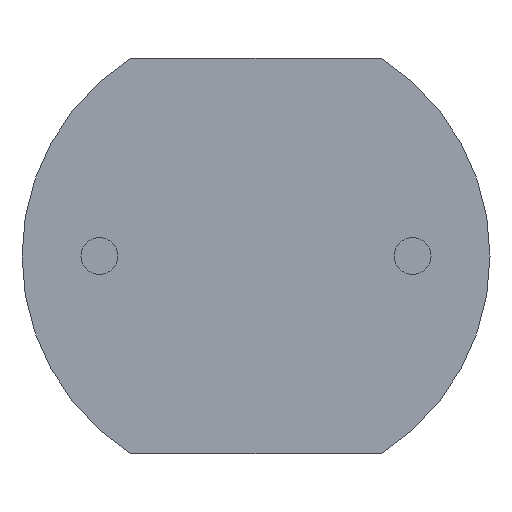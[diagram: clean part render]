
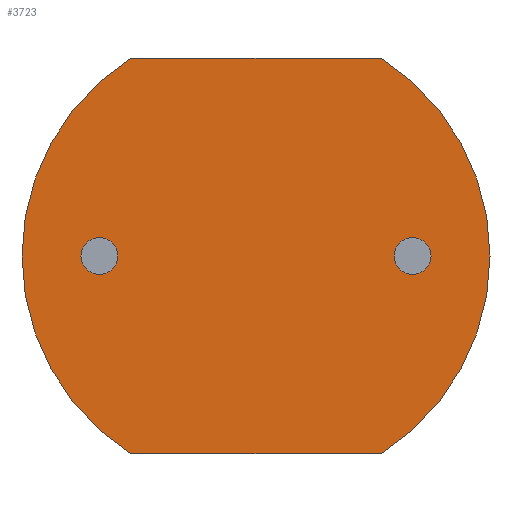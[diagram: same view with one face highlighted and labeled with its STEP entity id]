
A CAD part, front view. The second image highlights one B-rep face of the part: STEP entity #3723.
In plain terms, the highlighted planar face has unit normal (0, -1, 0).
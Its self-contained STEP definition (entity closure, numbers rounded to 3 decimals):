
#25 = DIRECTION ( 'NONE',  ( 1., 0., 0. ) ) ;
#109 = DIRECTION ( 'NONE',  ( 0., 0., 1. ) ) ;
#325 = PLANE ( 'NONE',  #3565 ) ;
#664 = LINE ( 'NONE', #1881, #4658 ) ;
#741 = CIRCLE ( 'NONE', #4759, 2.54 ) ;
#806 = VERTEX_POINT ( 'NONE', #2444 ) ;
#1060 = DIRECTION ( 'NONE',  ( -1., 0., 0. ) ) ;
#1735 = LINE ( 'NONE', #2067, #1795 ) ;
#1795 = VECTOR ( 'NONE', #25, 1000. ) ;
#1838 = DIRECTION ( 'NONE',  ( 0., 0., 1. ) ) ;
#1881 = CARTESIAN_POINT ( 'NONE',  ( -1.36, 0., -2.145 ) ) ;
#1902 = VERTEX_POINT ( 'NONE', #2562 ) ;
#1949 = ORIENTED_EDGE ( 'NONE', *, *, #3537, .F. ) ;
#1994 = EDGE_CURVE ( 'NONE', #806, #1902, #664, .T. ) ;
#2067 = CARTESIAN_POINT ( 'NONE',  ( -1.36, 0., 2.145 ) ) ;
#2444 = CARTESIAN_POINT ( 'NONE',  ( 1.36, 0., -2.145 ) ) ;
#2478 = FACE_OUTER_BOUND ( 'NONE', #3268, .T. ) ;
#2514 = DIRECTION ( 'NONE',  ( 0., 1., 0. ) ) ;
#2562 = CARTESIAN_POINT ( 'NONE',  ( -1.36, 0., -2.145 ) ) ;
#2575 = EDGE_CURVE ( 'NONE', #1902, #3836, #741, .T. ) ;
#2718 = ORIENTED_EDGE ( 'NONE', *, *, #3468, .F. ) ;
#3012 = CARTESIAN_POINT ( 'NONE',  ( 0., 0., 0. ) ) ;
#3178 = VERTEX_POINT ( 'NONE', #4114 ) ;
#3268 = EDGE_LOOP ( 'NONE', ( #4682, #4445, #1949, #2718 ) ) ;
#3370 = DIRECTION ( 'NONE',  ( 0., 0., 1. ) ) ;
#3468 = EDGE_CURVE ( 'NONE', #3836, #3178, #1735, .T. ) ;
#3472 = CARTESIAN_POINT ( 'NONE',  ( -1.36, 0., 2.145 ) ) ;
#3537 = EDGE_CURVE ( 'NONE', #3178, #806, #3877, .T. ) ;
#3565 = AXIS2_PLACEMENT_3D ( 'NONE', #3012, #3785, #3370 ) ;
#3723 = ADVANCED_FACE ( 'NONE', ( #2478 ), #325, .F. ) ;
#3785 = DIRECTION ( 'NONE',  ( 0., 1., 0. ) ) ;
#3836 = VERTEX_POINT ( 'NONE', #3472 ) ;
#3877 = CIRCLE ( 'NONE', #4796, 2.54 ) ;
#4114 = CARTESIAN_POINT ( 'NONE',  ( 1.36, 0., 2.145 ) ) ;
#4119 = CARTESIAN_POINT ( 'NONE',  ( 0., 0., 0. ) ) ;
#4445 = ORIENTED_EDGE ( 'NONE', *, *, #1994, .F. ) ;
#4513 = DIRECTION ( 'NONE',  ( 0., 1., 0. ) ) ;
#4658 = VECTOR ( 'NONE', #1060, 1000. ) ;
#4682 = ORIENTED_EDGE ( 'NONE', *, *, #2575, .F. ) ;
#4759 = AXIS2_PLACEMENT_3D ( 'NONE', #4119, #4513, #1838 ) ;
#4796 = AXIS2_PLACEMENT_3D ( 'NONE', #4815, #2514, #109 ) ;
#4815 = CARTESIAN_POINT ( 'NONE',  ( 0., 0., 0. ) ) ;
